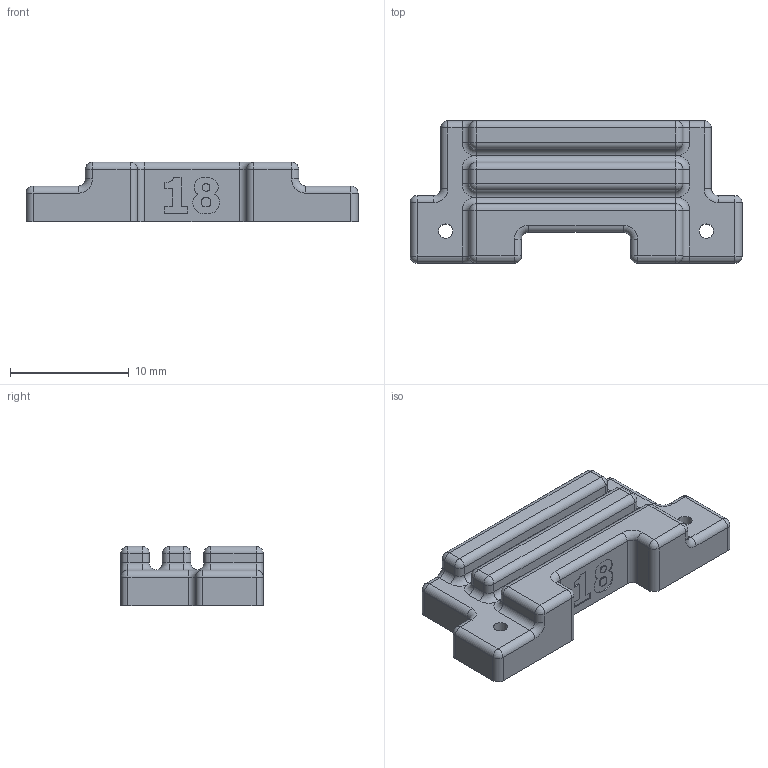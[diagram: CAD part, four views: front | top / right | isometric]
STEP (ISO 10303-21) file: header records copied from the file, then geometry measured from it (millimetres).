
FILE_DESCRIPTION(('HOOPS Exchange Step'),'2;1');
FILE_NAME('temp_export','2023-08-20T13:15:00-04:00',('jscotto'),('Shapr3D Limited'),'HOOPS Exchange 2023.2','Shapr3D','Authorized');
FILE_SCHEMA( ('AUTOMOTIVE_DESIGN { 1 0 10303 214 1 1 1 1 }') );
Length unit declared in the file: millimetre
Products named in the file (1): ScottoBender (18g)
Bounding box: 28 x 12 x 5 mm (x, y, z)
Volume: 1125.1 mm3; surface area: 1023.7 mm2
Topology: 1 solids, 1 shells, 251 faces, 616 edges, 366 vertices
Faces by surface type: plane 124, cylinder 62, bspline 29, sphere 20, torus 16
Full cylindrical faces by diameter (mm): 1.2 x2
Entity records: 8972 total; most frequent: CARTESIAN_POINT 3265, ORIENTED_EDGE 1192, DIRECTION 1122, EDGE_CURVE 596, VECTOR 392, LINE 392, VERTEX_POINT 366, AXIS2_PLACEMENT_3D 365
